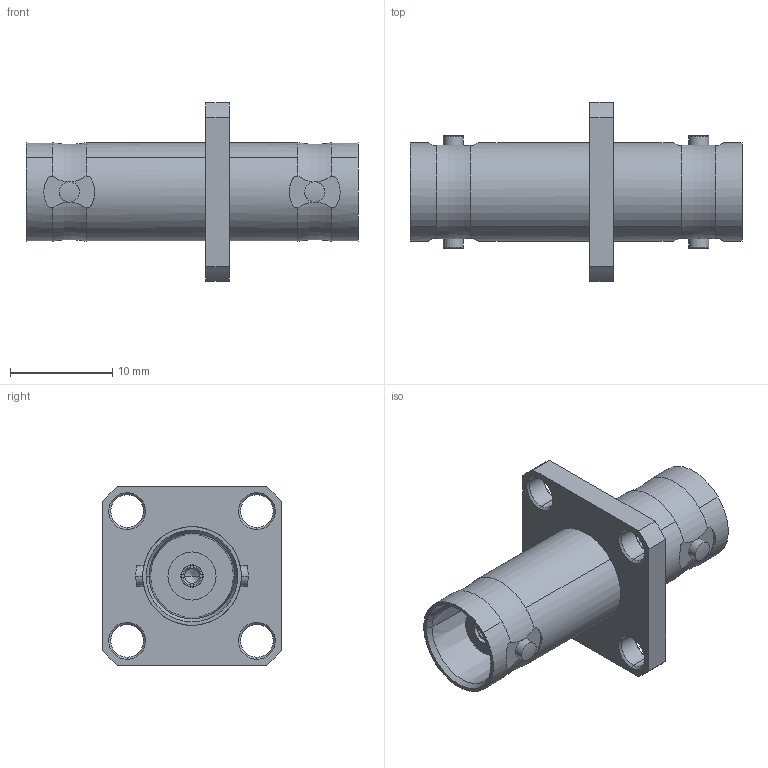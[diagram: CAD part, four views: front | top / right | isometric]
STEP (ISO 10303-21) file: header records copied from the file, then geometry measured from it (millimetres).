
FILE_DESCRIPTION((''),'2;1');
FILE_NAME('B7571A1-NT3G-50','2020-08-25T15:30:42',('Madhan'),(''),'CREO PARAMETRIC BY PTC INC, 2019444','CREO PARAMETRIC BY PTC INC, 2019444','');
FILE_SCHEMA(('CONFIG_CONTROL_DESIGN'));
Length unit declared in the file: millimetre
Products named in the file (1): B7571A1-NT3G-50
Bounding box: 32.5 x 17.5 x 17.5 mm (x, y, z)
Volume: 2058.5 mm3; surface area: 2473.3 mm2
Topology: 1 solids, 1 shells, 158 faces, 404 edges, 254 vertices
Faces by surface type: plane 62, cylinder 56, cone 36, torus 4
Entity records: 5226 total; most frequent: CARTESIAN_POINT 1316, DIRECTION 840, ORIENTED_EDGE 800, EDGE_CURVE 400, AXIS2_PLACEMENT_3D 338, VERTEX_POINT 254, CIRCLE 180, EDGE_LOOP 176
